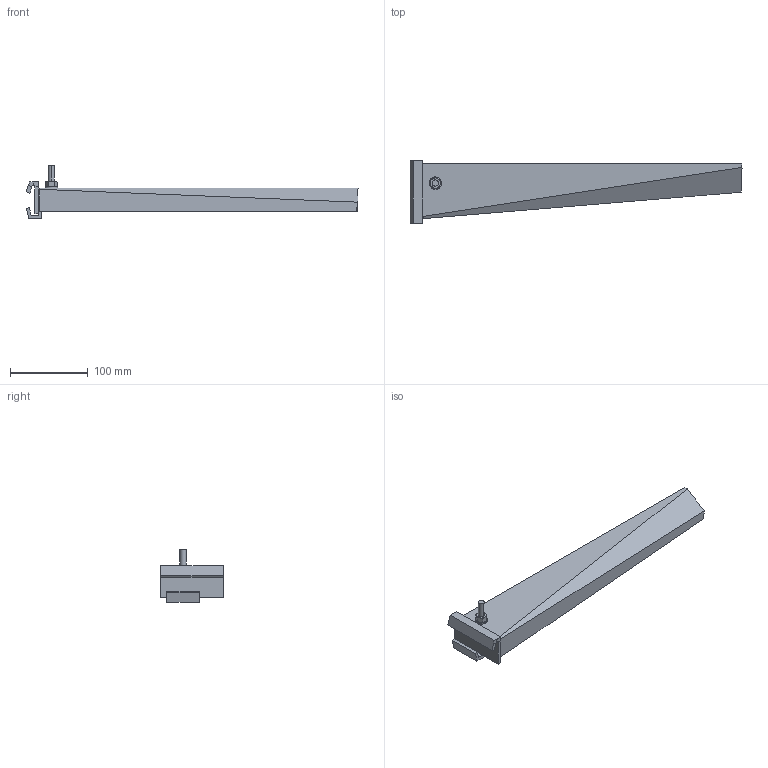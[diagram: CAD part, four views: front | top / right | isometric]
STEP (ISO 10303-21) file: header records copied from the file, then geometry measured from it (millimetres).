
FILE_DESCRIPTION (( 'STEP AP214' ), '1' );
FILE_NAME ('6419394.stp', '2020-09-21T12:50:05', ( '' ), ( '' ), 'SwSTEP 2.0', 'SolidWorks 2020', '' );
FILE_SCHEMA (( 'AUTOMOTIVE_DESIGN' ));
Length unit declared in the file: millimetre
Products named in the file (7): 109489_Klemmlasche; 106683_5 x 80 x 41 ; 6419394; KTS 14.002-029_M8x35; 114005_AW 30 41; hex nut style 1 gradeab_din_Hexagon Nut ISO 4032 - M8 - D - C; plain washer grade a_din_Washer DIN 125 - A 8.4
Assembly tree (6 placements, depth 2):
  6419394
    114005_AW 30 41
    106683_5 x 80 x 41 
    109489_Klemmlasche
    KTS 14.002-029_M8x35
    plain washer grade a_din_Washer DIN 125 - A 8.4
    hex nut style 1 gradeab_din_Hexagon Nut ISO 4032 - M8 - D - C
Bounding box: 426.62 x 80 x 68 mm (x, y, z)
Volume: 119851.1 mm3; surface area: 104319.3 mm2
Topology: 6 solids, 6 shells, 149 faces, 383 edges, 247 vertices
Faces by surface type: plane 90, cylinder 37, cone 16, bspline 4, sphere 2
Entity records: 5353 total; most frequent: CARTESIAN_POINT 1044, ORIENTED_EDGE 766, DIRECTION 737, EDGE_CURVE 383, AXIS2_PLACEMENT_3D 248, VERTEX_POINT 247, LINE 241, VECTOR 241
